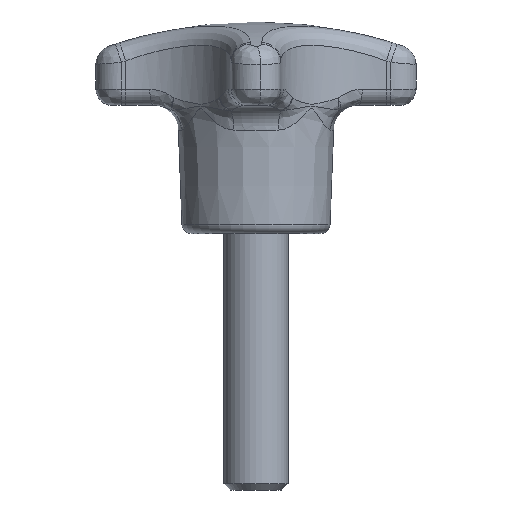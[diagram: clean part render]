
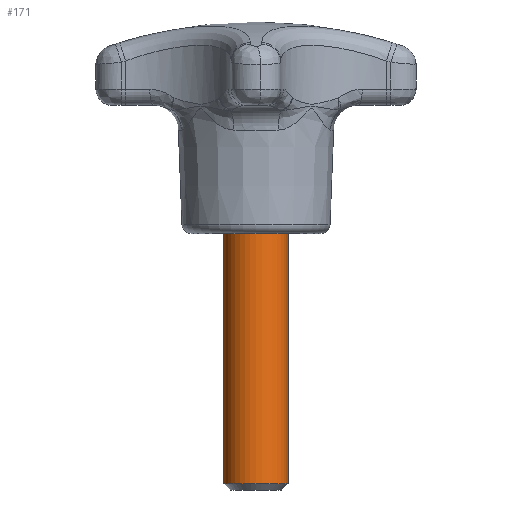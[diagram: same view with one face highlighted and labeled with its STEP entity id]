
A CAD part, front view. The second image highlights one B-rep face of the part: STEP entity #171.
In plain terms, the highlighted cylindrical face has radius 5 mm (diameter 10 mm), a full revolution.
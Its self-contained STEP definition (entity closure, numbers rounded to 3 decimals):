
#171 = ADVANCED_FACE( '', ( #418, #419 ), #420, .T. );
#418 = FACE_OUTER_BOUND( '', #2916, .T. );
#419 = FACE_OUTER_BOUND( '', #2917, .T. );
#420 = CYLINDRICAL_SURFACE( '', #2918, 5. );
#2916 = EDGE_LOOP( '', ( #8796 ) );
#2917 = EDGE_LOOP( '', ( #8797 ) );
#2918 = AXIS2_PLACEMENT_3D( '', #8798, #8799, #8800 );
#8796 = ORIENTED_EDGE( '', *, *, #9495, .T. );
#8797 = ORIENTED_EDGE( '', *, *, #9429, .T. );
#8798 = CARTESIAN_POINT( '', ( 0., 0., -40. ) );
#8799 = DIRECTION( '', ( 0., 0., -1. ) );
#8800 = DIRECTION( '', ( 1., 0., 0. ) );
#9429 = EDGE_CURVE( '', #9794, #9794, #9795, .F. );
#9495 = EDGE_CURVE( '', #9900, #9900, #9901, .F. );
#9794 = VERTEX_POINT( '', #10517 );
#9795 = CIRCLE( '', #10518, 5. );
#9900 = VERTEX_POINT( '', #11149 );
#9901 = CIRCLE( '', #11150, 5. );
#10517 = CARTESIAN_POINT( '', ( 5., 0., 0. ) );
#10518 = AXIS2_PLACEMENT_3D( '', #13469, #13470, #13471 );
#11149 = CARTESIAN_POINT( '', ( -5., 0., -39. ) );
#11150 = AXIS2_PLACEMENT_3D( '', #13532, #13533, #13534 );
#13469 = CARTESIAN_POINT( '', ( 0., 0., 0. ) );
#13470 = DIRECTION( '', ( 0., 0., 1. ) );
#13471 = DIRECTION( '', ( 1., 0., 0. ) );
#13532 = CARTESIAN_POINT( '', ( 0., 0., -39. ) );
#13533 = DIRECTION( '', ( 0., 0., -1. ) );
#13534 = DIRECTION( '', ( -1., 0., 0. ) );
